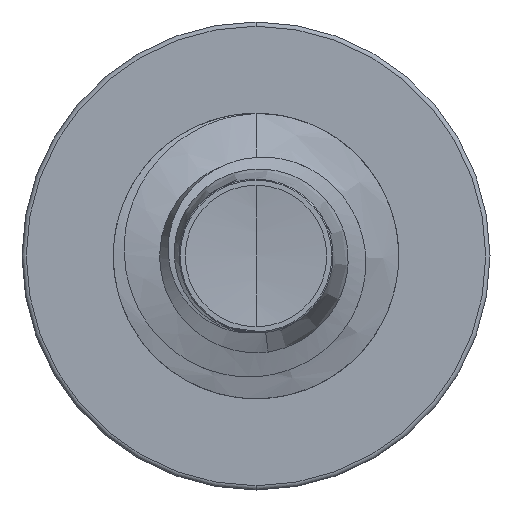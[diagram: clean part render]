
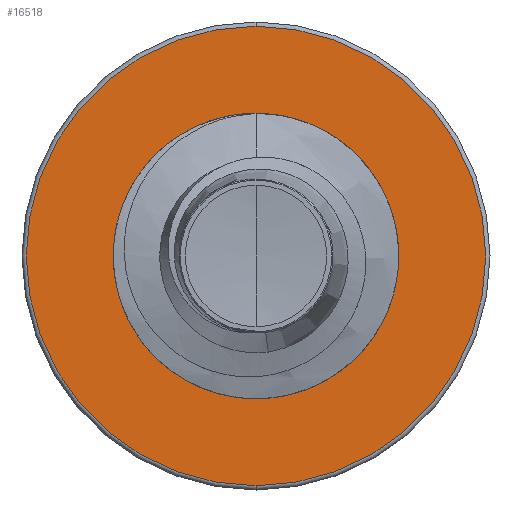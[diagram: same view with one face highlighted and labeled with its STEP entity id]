
A CAD part, front view. The second image highlights one B-rep face of the part: STEP entity #16518.
In plain terms, the highlighted planar face has unit normal (0, -1, 0).
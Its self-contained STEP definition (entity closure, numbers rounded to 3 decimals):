
#993 = AXIS2_PLACEMENT_3D ( 'NONE', #2710, #10366, #15106 ) ;
#2294 = AXIS2_PLACEMENT_3D ( 'NONE', #7442, #16018, #8929 ) ;
#2710 = CARTESIAN_POINT ( 'NONE',  ( 0., 17.5, -2.415 ) ) ;
#3029 = CIRCLE ( 'NONE', #2294, 4.025 ) ;
#3226 = VERTEX_POINT ( 'NONE', #6305 ) ;
#3278 = DIRECTION ( 'NONE',  ( 0., 1., 0. ) ) ;
#3577 = CIRCLE ( 'NONE', #6021, 2.415 ) ;
#4134 = FACE_OUTER_BOUND ( 'NONE', #10878, .T. ) ;
#4602 = ORIENTED_EDGE ( 'NONE', *, *, #12817, .F. ) ;
#4677 = CARTESIAN_POINT ( 'NONE',  ( 0., 17.5, 0. ) ) ;
#4734 = ORIENTED_EDGE ( 'NONE', *, *, #10626, .F. ) ;
#4816 = ORIENTED_EDGE ( 'NONE', *, *, #11309, .T. ) ;
#4919 = ORIENTED_EDGE ( 'NONE', *, *, #16995, .T. ) ;
#6021 = AXIS2_PLACEMENT_3D ( 'NONE', #15403, #7962, #16344 ) ;
#6247 = DIRECTION ( 'NONE',  ( 0., 0., 1. ) ) ;
#6305 = CARTESIAN_POINT ( 'NONE',  ( 0., 17.5, 2.415 ) ) ;
#7442 = CARTESIAN_POINT ( 'NONE',  ( 0., 17.5, 0. ) ) ;
#7517 = AXIS2_PLACEMENT_3D ( 'NONE', #12079, #3278, #13280 ) ;
#7962 = DIRECTION ( 'NONE',  ( 0., 1., 0. ) ) ;
#8056 = CARTESIAN_POINT ( 'NONE',  ( 0., 17.5, -2.415 ) ) ;
#8929 = DIRECTION ( 'NONE',  ( 0., 0., 1. ) ) ;
#10284 = FACE_BOUND ( 'NONE', #11568, .T. ) ;
#10296 = AXIS2_PLACEMENT_3D ( 'NONE', #4677, #14248, #6247 ) ;
#10366 = DIRECTION ( 'NONE',  ( 0., 1., 0. ) ) ;
#10626 = EDGE_CURVE ( 'NONE', #14181, #12717, #16153, .T. ) ;
#10878 = EDGE_LOOP ( 'NONE', ( #4602, #4734 ) ) ;
#11309 = EDGE_CURVE ( 'NONE', #3226, #17330, #3577, .T. ) ;
#11568 = EDGE_LOOP ( 'NONE', ( #4816, #4919 ) ) ;
#11577 = CARTESIAN_POINT ( 'NONE',  ( 0., 17.5, 4.025 ) ) ;
#12079 = CARTESIAN_POINT ( 'NONE',  ( 0., 17.5, 0. ) ) ;
#12272 = CARTESIAN_POINT ( 'NONE',  ( 0., 17.5, -4.025 ) ) ;
#12717 = VERTEX_POINT ( 'NONE', #11577 ) ;
#12817 = EDGE_CURVE ( 'NONE', #12717, #14181, #3029, .T. ) ;
#13280 = DIRECTION ( 'NONE',  ( 0., 0., 1. ) ) ;
#14076 = PLANE ( 'NONE',  #993 ) ;
#14181 = VERTEX_POINT ( 'NONE', #12272 ) ;
#14248 = DIRECTION ( 'NONE',  ( 0., 1., 0. ) ) ;
#14460 = CIRCLE ( 'NONE', #7517, 2.415 ) ;
#15106 = DIRECTION ( 'NONE',  ( 0., 0., 1. ) ) ;
#15403 = CARTESIAN_POINT ( 'NONE',  ( 0., 17.5, 0. ) ) ;
#16018 = DIRECTION ( 'NONE',  ( 0., 1., 0. ) ) ;
#16153 = CIRCLE ( 'NONE', #10296, 4.025 ) ;
#16344 = DIRECTION ( 'NONE',  ( 0., 0., 1. ) ) ;
#16518 = ADVANCED_FACE ( 'NONE', ( #4134, #10284 ), #14076, .F. ) ;
#16995 = EDGE_CURVE ( 'NONE', #17330, #3226, #14460, .T. ) ;
#17330 = VERTEX_POINT ( 'NONE', #8056 ) ;
